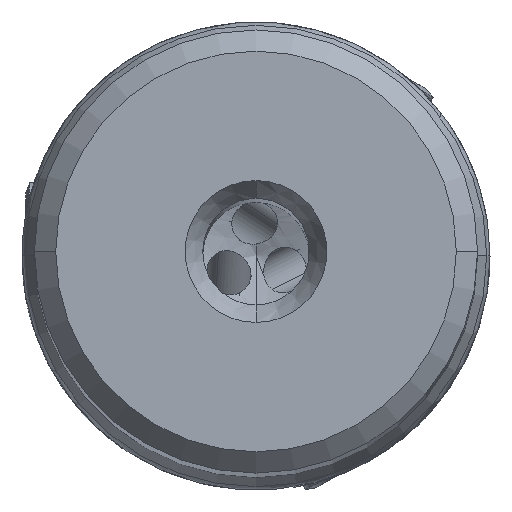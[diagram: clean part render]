
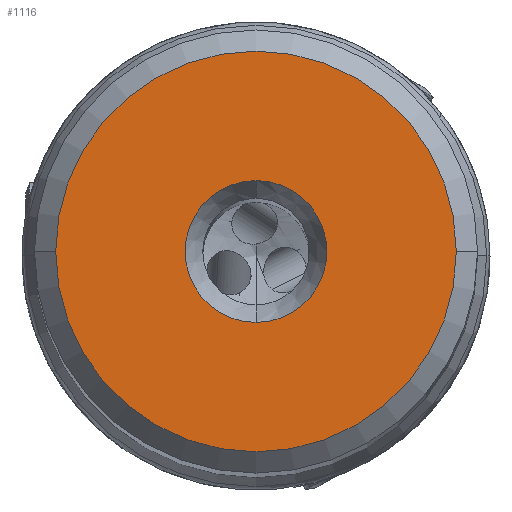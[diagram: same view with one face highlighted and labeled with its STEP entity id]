
A CAD part, top view. The second image highlights one B-rep face of the part: STEP entity #1116.
In plain terms, the highlighted planar face has unit normal (0, 0, 1).
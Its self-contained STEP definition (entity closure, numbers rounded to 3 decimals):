
#187=FACE_BOUND('',#1924,.T.);
#188=FACE_BOUND('',#1925,.T.);
#273=PLANE('',#6352);
#1116=ADVANCED_FACE('',(#187,#188),#273,.T.);
#1924=EDGE_LOOP('',(#3471,#3472,#3473));
#1925=EDGE_LOOP('',(#3474,#3475));
#2161=CIRCLE('',#6346,4.);
#2162=CIRCLE('',#6348,11.3);
#2163=CIRCLE('',#6349,11.3);
#2164=CIRCLE('',#6350,11.3);
#2165=CIRCLE('',#6351,4.);
#3471=ORIENTED_EDGE('',*,*,#5308,.F.);
#3472=ORIENTED_EDGE('',*,*,#5309,.F.);
#3473=ORIENTED_EDGE('',*,*,#5310,.F.);
#3474=ORIENTED_EDGE('',*,*,#5311,.F.);
#3475=ORIENTED_EDGE('',*,*,#5307,.F.);
#4552=VERTEX_POINT('',#13822);
#4553=VERTEX_POINT('',#13824);
#4554=VERTEX_POINT('',#13828);
#4555=VERTEX_POINT('',#13829);
#4556=VERTEX_POINT('',#13831);
#5307=EDGE_CURVE('',#4553,#4552,#2161,.T.);
#5308=EDGE_CURVE('',#4554,#4555,#2162,.T.);
#5309=EDGE_CURVE('',#4556,#4554,#2163,.T.);
#5310=EDGE_CURVE('',#4555,#4556,#2164,.T.);
#5311=EDGE_CURVE('',#4552,#4553,#2165,.T.);
#6346=AXIS2_PLACEMENT_3D('',#13825,#7549,#7550);
#6348=AXIS2_PLACEMENT_3D('',#13827,#7553,#7554);
#6349=AXIS2_PLACEMENT_3D('',#13830,#7555,#7556);
#6350=AXIS2_PLACEMENT_3D('',#13832,#7557,#7558);
#6351=AXIS2_PLACEMENT_3D('',#13833,#7559,#7560);
#6352=AXIS2_PLACEMENT_3D('',#13834,#7561,#7562);
#7549=DIRECTION('',(0.,0.,1.));
#7550=DIRECTION('',(0.,-1.,0.));
#7553=DIRECTION('',(0.,0.,-1.));
#7554=DIRECTION('',(-1.,0.,0.));
#7555=DIRECTION('',(0.,0.,-1.));
#7556=DIRECTION('',(0.,-1.,0.));
#7557=DIRECTION('',(0.,0.,-1.));
#7558=DIRECTION('',(1.,0.,0.));
#7559=DIRECTION('',(0.,0.,1.));
#7560=DIRECTION('',(0.,1.,0.));
#7561=DIRECTION('',(0.,0.,1.));
#7562=DIRECTION('',(-1.,0.,0.));
#13822=CARTESIAN_POINT('',(0.,4.,0.));
#13824=CARTESIAN_POINT('',(0.,-4.,0.));
#13825=CARTESIAN_POINT('',(0.,0.,0.));
#13827=CARTESIAN_POINT('',(0.,0.,0.));
#13828=CARTESIAN_POINT('',(-11.3,0.,0.));
#13829=CARTESIAN_POINT('',(11.3,0.,0.));
#13830=CARTESIAN_POINT('',(0.,0.,0.));
#13831=CARTESIAN_POINT('',(0.,-11.3,0.));
#13832=CARTESIAN_POINT('',(0.,0.,0.));
#13833=CARTESIAN_POINT('',(0.,0.,0.));
#13834=CARTESIAN_POINT('',(0.,0.001,0.));
